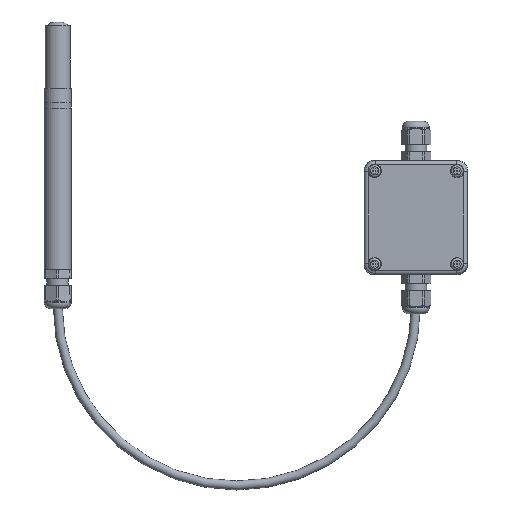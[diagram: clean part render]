
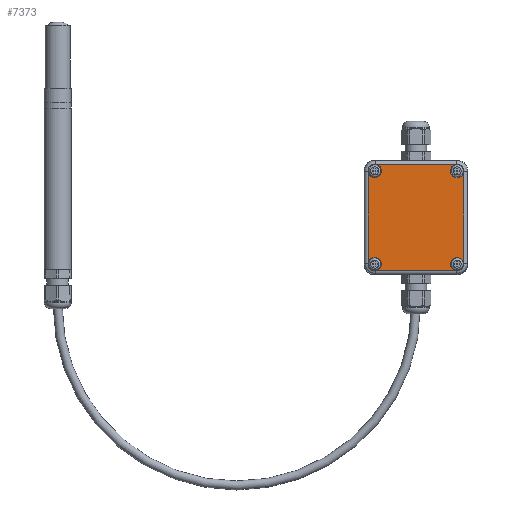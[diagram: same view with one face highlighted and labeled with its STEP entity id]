
A CAD part, top view. The second image highlights one B-rep face of the part: STEP entity #7373.
In plain terms, the highlighted planar face has unit normal (0, 0, 1).
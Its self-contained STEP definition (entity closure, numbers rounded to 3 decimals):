
#290=PLANE('',#8071);
#764=FACE_OUTER_BOUND('',#1236,.T.);
#1236=EDGE_LOOP('',(#5524,#5525,#5526,#5527,#5528,#5529,#5530,#5531,#5532,
#5533));
#1766=LINE('',#11944,#2293);
#1768=LINE('',#11949,#2295);
#1769=LINE('',#12054,#2296);
#1771=LINE('',#12057,#2298);
#2293=VECTOR('',#9382,45.331);
#2295=VECTOR('',#9388,45.331);
#2296=VECTOR('',#9395,51.331);
#2298=VECTOR('',#9399,51.331);
#2682=CIRCLE('',#7795,3.75);
#2687=CIRCLE('',#7805,3.75);
#2689=CIRCLE('',#7807,3.75);
#2693=CIRCLE('',#7815,3.75);
#2695=CIRCLE('',#7817,3.75);
#2699=CIRCLE('',#7824,3.75);
#3113=VERTEX_POINT('',#11056);
#3114=VERTEX_POINT('',#11057);
#3124=VERTEX_POINT('',#11110);
#3125=VERTEX_POINT('',#11112);
#3127=VERTEX_POINT('',#11117);
#3133=VERTEX_POINT('',#11145);
#3134=VERTEX_POINT('',#11147);
#3136=VERTEX_POINT('',#11152);
#3140=VERTEX_POINT('',#11164);
#3141=VERTEX_POINT('',#11165);
#3816=EDGE_CURVE('',#3113,#3114,#2682,.T.);
#3829=EDGE_CURVE('',#3125,#3124,#2687,.T.);
#3832=EDGE_CURVE('',#3127,#3125,#2689,.T.);
#3840=EDGE_CURVE('',#3134,#3133,#2693,.T.);
#3843=EDGE_CURVE('',#3136,#3134,#2695,.T.);
#3849=EDGE_CURVE('',#3140,#3141,#2699,.T.);
#4126=EDGE_CURVE('',#3113,#3141,#1766,.T.);
#4129=EDGE_CURVE('',#3127,#3133,#1768,.T.);
#4132=EDGE_CURVE('',#3140,#3124,#1769,.T.);
#4134=EDGE_CURVE('',#3136,#3114,#1771,.T.);
#5524=ORIENTED_EDGE('',*,*,#3849,.T.);
#5525=ORIENTED_EDGE('',*,*,#4126,.F.);
#5526=ORIENTED_EDGE('',*,*,#3816,.T.);
#5527=ORIENTED_EDGE('',*,*,#4134,.F.);
#5528=ORIENTED_EDGE('',*,*,#3843,.T.);
#5529=ORIENTED_EDGE('',*,*,#3840,.T.);
#5530=ORIENTED_EDGE('',*,*,#4129,.F.);
#5531=ORIENTED_EDGE('',*,*,#3832,.T.);
#5532=ORIENTED_EDGE('',*,*,#3829,.T.);
#5533=ORIENTED_EDGE('',*,*,#4132,.F.);
#7373=ADVANCED_FACE('',(#764),#290,.T.);
#7795=AXIS2_PLACEMENT_3D('',#11058,#8714,#8715);
#7805=AXIS2_PLACEMENT_3D('',#11113,#8736,#8737);
#7807=AXIS2_PLACEMENT_3D('',#11118,#8741,#8742);
#7815=AXIS2_PLACEMENT_3D('',#11148,#8758,#8759);
#7817=AXIS2_PLACEMENT_3D('',#11153,#8763,#8764);
#7824=AXIS2_PLACEMENT_3D('',#11166,#8778,#8779);
#8071=AXIS2_PLACEMENT_3D('',#12171,#9418,#9419);
#8714=DIRECTION('center_axis',(0.,0.,-1.));
#8715=DIRECTION('ref_axis',(1.,0.,0.));
#8736=DIRECTION('center_axis',(0.,0.,-1.));
#8737=DIRECTION('ref_axis',(1.,0.,0.));
#8741=DIRECTION('center_axis',(0.,0.,-1.));
#8742=DIRECTION('ref_axis',(1.,0.,0.));
#8758=DIRECTION('center_axis',(0.,0.,-1.));
#8759=DIRECTION('ref_axis',(1.,0.,0.));
#8763=DIRECTION('center_axis',(0.,0.,-1.));
#8764=DIRECTION('ref_axis',(1.,0.,0.));
#8778=DIRECTION('center_axis',(0.,0.,-1.));
#8779=DIRECTION('ref_axis',(1.,0.,0.));
#9382=DIRECTION('',(0.,-1.,0.));
#9388=DIRECTION('',(0.,1.,0.));
#9395=DIRECTION('',(-1.,0.,0.));
#9399=DIRECTION('',(1.,0.,0.));
#9418=DIRECTION('center_axis',(0.,0.,1.));
#9419=DIRECTION('ref_axis',(1.,0.,0.));
#11056=CARTESIAN_POINT('',(29.735,22.666,10.));
#11057=CARTESIAN_POINT('',(25.666,26.735,10.));
#11058=CARTESIAN_POINT('Origin',(26.,23.,10.));
#11110=CARTESIAN_POINT('',(-25.666,-26.735,10.));
#11112=CARTESIAN_POINT('',(-22.25,-23.,10.));
#11113=CARTESIAN_POINT('Origin',(-26.,-23.,10.));
#11117=CARTESIAN_POINT('',(-29.735,-22.666,10.));
#11118=CARTESIAN_POINT('Origin',(-26.,-23.,10.));
#11145=CARTESIAN_POINT('',(-29.735,22.666,10.));
#11147=CARTESIAN_POINT('',(-22.25,23.,10.));
#11148=CARTESIAN_POINT('Origin',(-26.,23.,10.));
#11152=CARTESIAN_POINT('',(-25.666,26.735,10.));
#11153=CARTESIAN_POINT('Origin',(-26.,23.,10.));
#11164=CARTESIAN_POINT('',(25.666,-26.735,10.));
#11165=CARTESIAN_POINT('',(29.735,-22.666,10.));
#11166=CARTESIAN_POINT('Origin',(26.,-23.,10.));
#11944=CARTESIAN_POINT('',(29.735,22.666,10.));
#11949=CARTESIAN_POINT('',(-29.735,-22.666,10.));
#12054=CARTESIAN_POINT('',(25.666,-26.735,10.));
#12057=CARTESIAN_POINT('',(-25.666,26.735,10.));
#12171=CARTESIAN_POINT('Origin',(0.,0.,10.));
